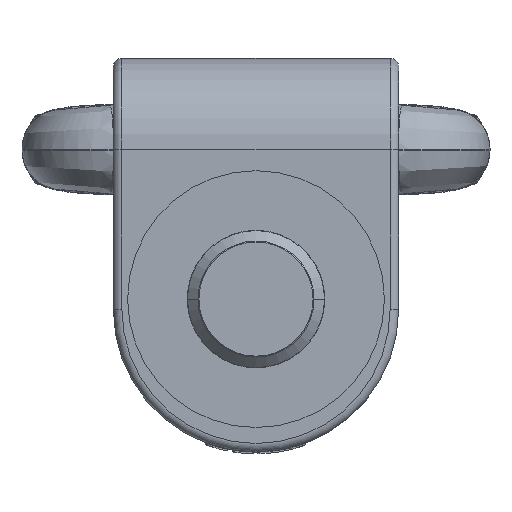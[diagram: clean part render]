
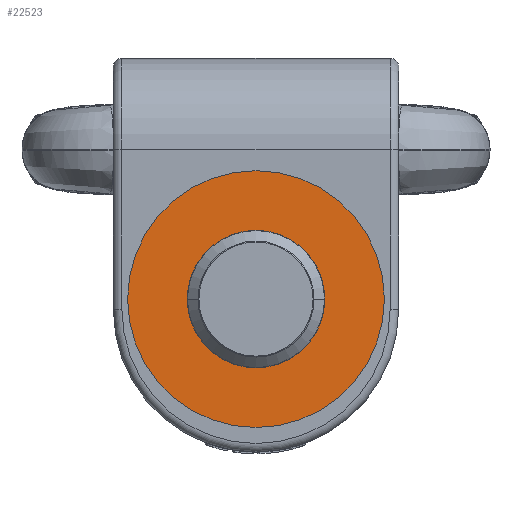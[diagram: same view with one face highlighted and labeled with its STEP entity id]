
A CAD part, front view. The second image highlights one B-rep face of the part: STEP entity #22523.
In plain terms, the highlighted face is planar.
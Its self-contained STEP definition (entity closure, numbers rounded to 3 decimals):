
#22362=CARTESIAN_POINT('',(0.,0.,21.4));
#22363=DIRECTION('',(0.,0.,-1.));
#22364=DIRECTION('',(1.,0.,0.));
#22365=AXIS2_PLACEMENT_3D('',#22362,#22363,#22364);
#22367=CARTESIAN_POINT('',(0.,0.,21.4));
#22368=DIRECTION('',(0.,0.,1.));
#22369=DIRECTION('',(1.,0.,0.));
#22370=AXIS2_PLACEMENT_3D('',#22367,#22368,#22369);
#22372=CARTESIAN_POINT('',(0.,0.,21.4));
#22373=DIRECTION('',(0.,0.,1.));
#22374=DIRECTION('',(1.,0.,0.));
#22375=AXIS2_PLACEMENT_3D('',#22372,#22373,#22374);
#22385=CARTESIAN_POINT('',(0.,0.,21.4));
#22386=DIRECTION('',(0.,0.,-1.));
#22387=DIRECTION('',(1.,0.,0.));
#22388=AXIS2_PLACEMENT_3D('',#22385,#22386,#22387);
#22474=CARTESIAN_POINT('',(22.5,0.,21.4));
#22476=VERTEX_POINT('',#22474);
#22487=CARTESIAN_POINT('',(12.05,0.,21.4));
#22489=VERTEX_POINT('',#22487);
#22490=CARTESIAN_POINT('',(-22.5,0.,21.4));
#22492=VERTEX_POINT('',#22490);
#22503=CARTESIAN_POINT('',(-12.05,0.,21.4));
#22505=VERTEX_POINT('',#22503);
#22506=CARTESIAN_POINT('',(0.,0.,21.4));
#22507=DIRECTION('',(0.,0.,1.));
#22508=DIRECTION('',(-1.,0.,0.));
#22509=AXIS2_PLACEMENT_3D('',#22506,#22507,#22508);
#22510=PLANE('',#22509);
#22512=ORIENTED_EDGE('',*,*,#22511,.F.);
#22514=ORIENTED_EDGE('',*,*,#22513,.T.);
#22515=EDGE_LOOP('',(#22512,#22514));
#22516=FACE_OUTER_BOUND('',#22515,.F.);
#22518=ORIENTED_EDGE('',*,*,#22517,.F.);
#22520=ORIENTED_EDGE('',*,*,#22519,.T.);
#22521=EDGE_LOOP('',(#22518,#22520));
#22522=FACE_BOUND('',#22521,.F.);
#22523=ADVANCED_FACE('',(#22516,#22522),#22510,.T.);
#22366=CIRCLE('',#22365,12.05);
#22371=CIRCLE('',#22370,12.05);
#22376=CIRCLE('',#22375,22.5);
#22389=CIRCLE('',#22388,22.5);
#22511=EDGE_CURVE('',#22476,#22492,#22376,.T.);
#22513=EDGE_CURVE('',#22476,#22492,#22389,.T.);
#22517=EDGE_CURVE('',#22489,#22505,#22366,.T.);
#22519=EDGE_CURVE('',#22489,#22505,#22371,.T.);
